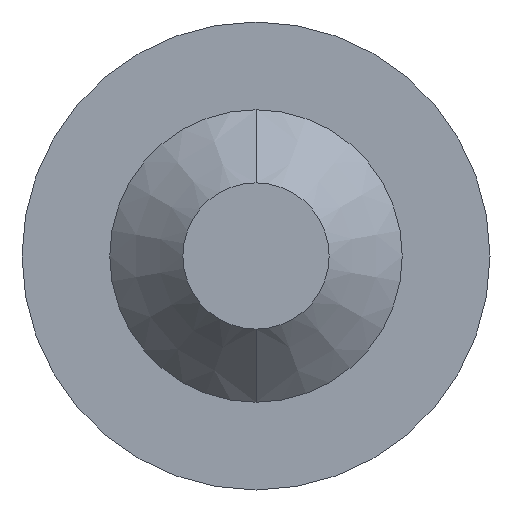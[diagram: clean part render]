
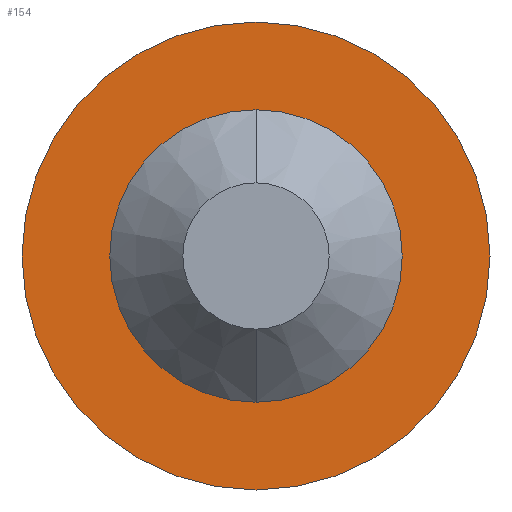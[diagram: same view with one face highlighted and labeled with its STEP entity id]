
A CAD part, front view. The second image highlights one B-rep face of the part: STEP entity #154.
In plain terms, the highlighted planar face has unit normal (0, -1, 0).
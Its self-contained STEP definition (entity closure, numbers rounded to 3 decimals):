
#3 = DIRECTION ( 'NONE',  ( 0., 0., 1. ) ) ;
#6 = EDGE_CURVE ( 'Defeature ausgef�hrt1_5+Defeature ausgef�hrt1_3+Defeature ausgef�hrt1_3+Defeature ausgef�hrt1_3', #364, #258, #294, .T. ) ;
#17 = AXIS2_PLACEMENT_3D ( 'NONE', #278, #240, #46 ) ;
#23 = EDGE_LOOP ( 'NONE', ( #98, #267 ) ) ;
#32 = EDGE_LOOP ( 'NONE', ( #227, #67 ) ) ;
#46 = DIRECTION ( 'NONE',  ( 0., 0., 1. ) ) ;
#51 = CIRCLE ( 'NONE', #289, 1. ) ;
#67 = ORIENTED_EDGE ( 'NONE', *, *, #264, .T. ) ;
#72 = DIRECTION ( 'NONE',  ( 0., 0., -1. ) ) ;
#90 = EDGE_CURVE ( 'Defeature ausgef�hrt1_5+Defeature ausgef�hrt1_3+Defeature ausgef�hrt1_3+Defeature ausgef�hrt1_3', #258, #364, #400, .T. ) ;
#91 = DIRECTION ( 'NONE',  ( 0., 0., -1. ) ) ;
#98 = ORIENTED_EDGE ( 'NONE', *, *, #6, .T. ) ;
#105 = CARTESIAN_POINT ( 'NONE',  ( 0., 0., 0. ) ) ;
#107 = FACE_BOUND ( 'NONE', #32, .T. ) ;
#119 = DIRECTION ( 'NONE',  ( 0., -1., 0. ) ) ;
#125 = CARTESIAN_POINT ( 'NONE',  ( 0., 0., 0. ) ) ;
#154 = ADVANCED_FACE ( 'Defeature ausgef�hrt1_5', ( #107, #174 ), #233, .T. ) ;
#159 = EDGE_CURVE ( 'Defeature ausgef�hrt1_5+Defeature ausgef�hrt1_0+Defeature ausgef�hrt1_0+Defeature ausgef�hrt1_0', #190, #300, #51, .T. ) ;
#174 = FACE_OUTER_BOUND ( 'NONE', #23, .T. ) ;
#177 = CARTESIAN_POINT ( 'NONE',  ( 0., 0., 0. ) ) ;
#190 = VERTEX_POINT ( 'NONE', #228 ) ;
#193 = DIRECTION ( 'NONE',  ( 0., 0., -1. ) ) ;
#195 = AXIS2_PLACEMENT_3D ( 'NONE', #125, #119, #91 ) ;
#207 = CARTESIAN_POINT ( 'NONE',  ( 0., 0., -1. ) ) ;
#227 = ORIENTED_EDGE ( 'NONE', *, *, #159, .T. ) ;
#228 = CARTESIAN_POINT ( 'NONE',  ( 0., 0., 1. ) ) ;
#233 = PLANE ( 'NONE',  #378 ) ;
#240 = DIRECTION ( 'NONE',  ( 0., 1., 0. ) ) ;
#258 = VERTEX_POINT ( 'NONE', #394 ) ;
#264 = EDGE_CURVE ( 'Defeature ausgef�hrt1_5+Defeature ausgef�hrt1_0+Defeature ausgef�hrt1_0+Defeature ausgef�hrt1_0', #300, #190, #355, .T. ) ;
#267 = ORIENTED_EDGE ( 'NONE', *, *, #90, .T. ) ;
#278 = CARTESIAN_POINT ( 'NONE',  ( 0., 0., 0. ) ) ;
#289 = AXIS2_PLACEMENT_3D ( 'NONE', #177, #292, #3 ) ;
#292 = DIRECTION ( 'NONE',  ( 0., 1., 0. ) ) ;
#294 = CIRCLE ( 'NONE', #195, 1.6 ) ;
#295 = DIRECTION ( 'NONE',  ( 0., -1., 0. ) ) ;
#300 = VERTEX_POINT ( 'NONE', #207 ) ;
#331 = CARTESIAN_POINT ( 'NONE',  ( 0., 0., -1.6 ) ) ;
#334 = AXIS2_PLACEMENT_3D ( 'NONE', #105, #354, #72 ) ;
#354 = DIRECTION ( 'NONE',  ( 0., -1., 0. ) ) ;
#355 = CIRCLE ( 'NONE', #17, 1. ) ;
#356 = CARTESIAN_POINT ( 'NONE',  ( 0., 0., 0. ) ) ;
#364 = VERTEX_POINT ( 'NONE', #331 ) ;
#378 = AXIS2_PLACEMENT_3D ( 'NONE', #356, #295, #193 ) ;
#394 = CARTESIAN_POINT ( 'NONE',  ( 0., 0., 1.6 ) ) ;
#400 = CIRCLE ( 'NONE', #334, 1.6 ) ;
